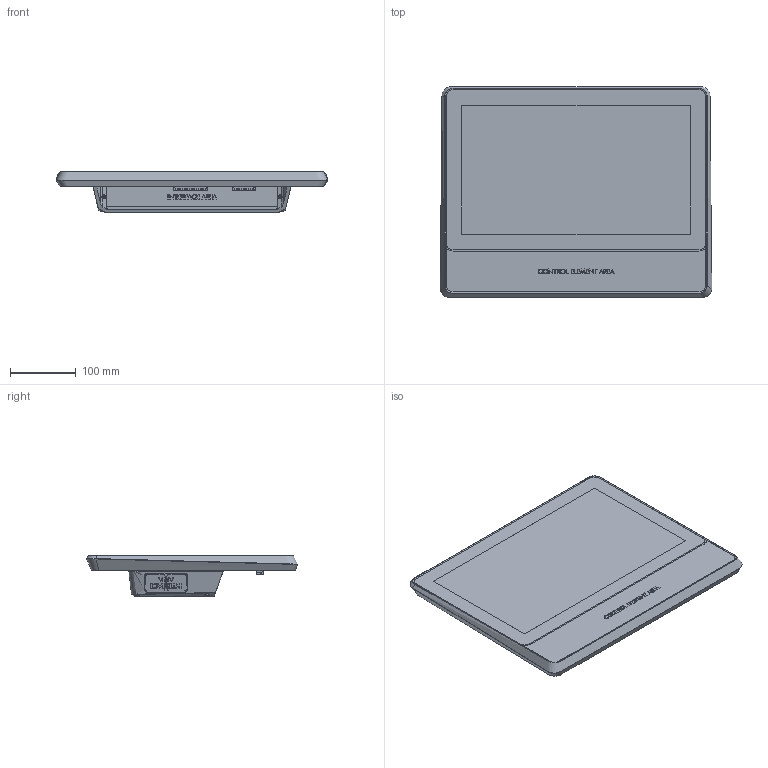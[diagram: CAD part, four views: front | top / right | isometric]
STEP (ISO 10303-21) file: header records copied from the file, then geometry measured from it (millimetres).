
FILE_DESCRIPTION (( 'STEP AP214' ), '1' );
FILE_NAME ('PA10007852~00.STEP', '2021-05-03T08:33:52', ( '' ), ( '' ), 'SwSTEP 2.0', 'SolidWorks 2019', '' );
FILE_SCHEMA (( 'AUTOMOTIVE_DESIGN' ));
Length unit declared in the file: millimetre
Products named in the file (1): PA10007852~00
Bounding box: 411.75 x 319.99 x 62 mm (x, y, z)
Volume: 4301497.6 mm3; surface area: 413571.4 mm2
Topology: 26 solids, 30 shells, 5334 faces, 14209 edges, 9064 vertices
Faces by surface type: plane 2742, cylinder 1779, cone 580, bspline 137, torus 96
Entity records: 234532 total; most frequent: CARTESIAN_POINT 47186, ORIENTED_EDGE 28074, DIRECTION 25498, EDGE_CURVE 14037, VERTEX_POINT 9064, VECTOR 8782, LINE 8782, AXIS2_PLACEMENT_3D 8358
